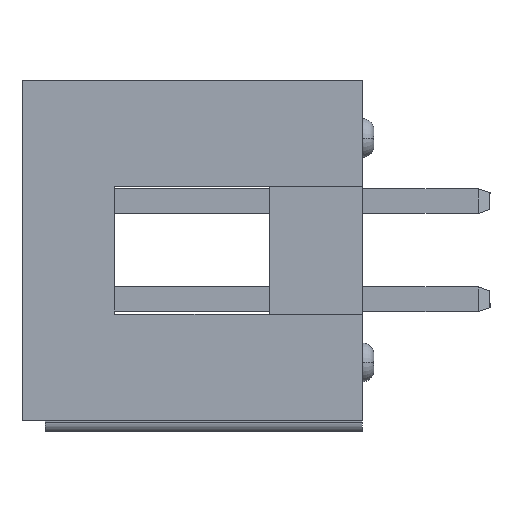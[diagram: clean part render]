
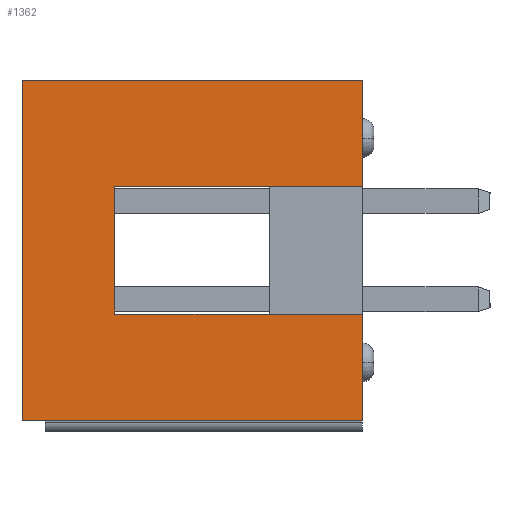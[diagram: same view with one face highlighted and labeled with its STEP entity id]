
A CAD part, left-side view. The second image highlights one B-rep face of the part: STEP entity #1362.
In plain terms, the highlighted planar face has unit normal (-1, 0, 0).
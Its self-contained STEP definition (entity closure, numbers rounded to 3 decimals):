
#70 = VECTOR ( 'NONE', #6399, 1000. ) ;
#88 = EDGE_CURVE ( 'NONE', #3969, #2274, #3042, .T. ) ;
#101 = EDGE_CURVE ( 'NONE', #843, #3969, #6021, .T. ) ;
#147 = CARTESIAN_POINT ( 'NONE',  ( 396.291, 101.042, -11.85 ) ) ;
#381 = DIRECTION ( 'NONE',  ( -1., 0., 0. ) ) ;
#435 = ORIENTED_EDGE ( 'NONE', *, *, #1421, .T. ) ;
#569 = DIRECTION ( 'NONE',  ( 0., 0., 1. ) ) ;
#688 = CARTESIAN_POINT ( 'NONE',  ( 396.291, 99.402, -11.85 ) ) ;
#762 = CARTESIAN_POINT ( 'NONE',  ( 396.291, 94.992, -11.85 ) ) ;
#843 = VERTEX_POINT ( 'NONE', #5149 ) ;
#855 = LINE ( 'NONE', #2108, #6200 ) ;
#1218 = VERTEX_POINT ( 'NONE', #7425 ) ;
#1276 = VECTOR ( 'NONE', #7878, 1000. ) ;
#1291 = ORIENTED_EDGE ( 'NONE', *, *, #4369, .T. ) ;
#1345 = CARTESIAN_POINT ( 'NONE',  ( 396.291, 94.992, -3.05 ) ) ;
#1362 = ADVANCED_FACE ( 'NONE', ( #2128 ), #4094, .T. ) ;
#1421 = EDGE_CURVE ( 'NONE', #3922, #6589, #7847, .T. ) ;
#1442 = VECTOR ( 'NONE', #3454, 1000. ) ;
#1605 = CARTESIAN_POINT ( 'NONE',  ( 396.291, 94.992, -11.85 ) ) ;
#1705 = CARTESIAN_POINT ( 'NONE',  ( 396.291, 99.402, -11.85 ) ) ;
#1862 = ORIENTED_EDGE ( 'NONE', *, *, #101, .T. ) ;
#2079 = DIRECTION ( 'NONE',  ( 0., 0., 1. ) ) ;
#2108 = CARTESIAN_POINT ( 'NONE',  ( 396.291, 103.792, -11.85 ) ) ;
#2128 = FACE_OUTER_BOUND ( 'NONE', #6524, .T. ) ;
#2274 = VERTEX_POINT ( 'NONE', #6752 ) ;
#2502 = CARTESIAN_POINT ( 'NONE',  ( 396.291, 97.742, -5.45 ) ) ;
#2503 = VECTOR ( 'NONE', #5521, 1000. ) ;
#2702 = DIRECTION ( 'NONE',  ( 0., 1., 0. ) ) ;
#2716 = LINE ( 'NONE', #1705, #70 ) ;
#2892 = AXIS2_PLACEMENT_3D ( 'NONE', #4122, #381, #4466 ) ;
#3018 = CARTESIAN_POINT ( 'NONE',  ( 396.291, 103.802, -3.05 ) ) ;
#3042 = LINE ( 'NONE', #7920, #1276 ) ;
#3146 = VECTOR ( 'NONE', #569, 1000. ) ;
#3266 = VERTEX_POINT ( 'NONE', #762 ) ;
#3454 = DIRECTION ( 'NONE',  ( 0., 0., 1. ) ) ;
#3534 = ORIENTED_EDGE ( 'NONE', *, *, #5294, .F. ) ;
#3738 = EDGE_CURVE ( 'NONE', #3266, #3922, #6603, .T. ) ;
#3922 = VERTEX_POINT ( 'NONE', #1345 ) ;
#3939 = ORIENTED_EDGE ( 'NONE', *, *, #3738, .T. ) ;
#3969 = VERTEX_POINT ( 'NONE', #2502 ) ;
#4094 = PLANE ( 'NONE',  #2892 ) ;
#4122 = CARTESIAN_POINT ( 'NONE',  ( 396.291, 95.002, -11.85 ) ) ;
#4331 = EDGE_CURVE ( 'NONE', #4557, #1218, #6002, .T. ) ;
#4369 = EDGE_CURVE ( 'NONE', #4557, #843, #7245, .T. ) ;
#4466 = DIRECTION ( 'NONE',  ( 0., -1., 0. ) ) ;
#4557 = VERTEX_POINT ( 'NONE', #6342 ) ;
#4651 = EDGE_CURVE ( 'NONE', #3266, #2274, #2716, .T. ) ;
#4992 = DIRECTION ( 'NONE',  ( 0., 1., 0. ) ) ;
#5149 = CARTESIAN_POINT ( 'NONE',  ( 396.291, 101.042, -5.45 ) ) ;
#5294 = EDGE_CURVE ( 'NONE', #1218, #6589, #855, .T. ) ;
#5521 = DIRECTION ( 'NONE',  ( 0., -1., 0. ) ) ;
#6002 = LINE ( 'NONE', #688, #7303 ) ;
#6021 = LINE ( 'NONE', #7901, #2503 ) ;
#6200 = VECTOR ( 'NONE', #2079, 1000. ) ;
#6250 = ORIENTED_EDGE ( 'NONE', *, *, #88, .T. ) ;
#6342 = CARTESIAN_POINT ( 'NONE',  ( 396.291, 101.042, -11.85 ) ) ;
#6399 = DIRECTION ( 'NONE',  ( 0., 1., 0. ) ) ;
#6524 = EDGE_LOOP ( 'NONE', ( #435, #3534, #7598, #1291, #1862, #6250, #7031, #3939 ) ) ;
#6589 = VERTEX_POINT ( 'NONE', #7512 ) ;
#6603 = LINE ( 'NONE', #1605, #3146 ) ;
#6752 = CARTESIAN_POINT ( 'NONE',  ( 396.291, 97.742, -11.85 ) ) ;
#7031 = ORIENTED_EDGE ( 'NONE', *, *, #4651, .F. ) ;
#7032 = VECTOR ( 'NONE', #2702, 1000. ) ;
#7245 = LINE ( 'NONE', #147, #1442 ) ;
#7303 = VECTOR ( 'NONE', #4992, 1000. ) ;
#7425 = CARTESIAN_POINT ( 'NONE',  ( 396.291, 103.792, -11.85 ) ) ;
#7512 = CARTESIAN_POINT ( 'NONE',  ( 396.291, 103.792, -3.05 ) ) ;
#7598 = ORIENTED_EDGE ( 'NONE', *, *, #4331, .F. ) ;
#7847 = LINE ( 'NONE', #3018, #7032 ) ;
#7878 = DIRECTION ( 'NONE',  ( 0., 0., -1. ) ) ;
#7901 = CARTESIAN_POINT ( 'NONE',  ( 396.291, 95.002, -5.45 ) ) ;
#7920 = CARTESIAN_POINT ( 'NONE',  ( 396.291, 97.742, -11.85 ) ) ;
